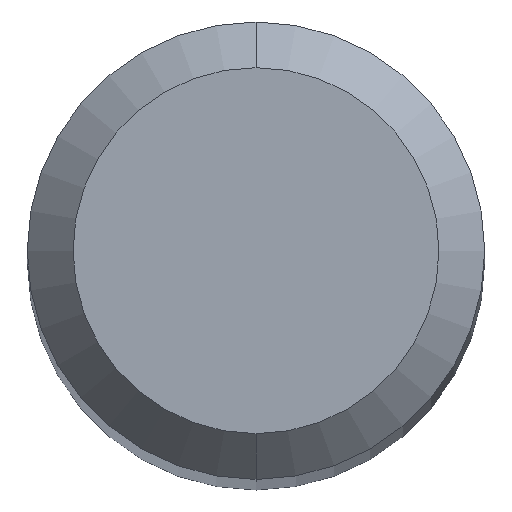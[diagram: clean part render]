
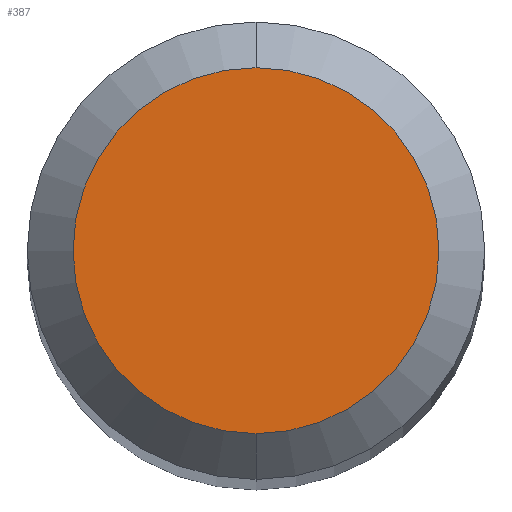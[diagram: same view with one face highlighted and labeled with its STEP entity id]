
A CAD part, top view. The second image highlights one B-rep face of the part: STEP entity #387.
In plain terms, the highlighted planar face has unit normal (0, 0, 1).
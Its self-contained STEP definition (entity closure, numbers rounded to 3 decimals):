
#225=VERTEX_POINT('',#524);
#245=EDGE_CURVE('',#421,#225,#547,.T.);
#261=EDGE_CURVE('',#225,#421,#564,.T.);
#387=ADVANCED_FACE('',(#702),#703,.T.);
#421=VERTEX_POINT('',#739);
#524=CARTESIAN_POINT('',(0.,-1.2,0.0));
#547=CIRCLE('',#929,1.2);
#564=CIRCLE('',#952,1.2);
#702=FACE_OUTER_BOUND('',#1233,.T.);
#703=PLANE('',#1234);
#739=CARTESIAN_POINT('',(0.0,1.2,0.0));
#929=AXIS2_PLACEMENT_3D('',#1496,#1497,#1498);
#952=AXIS2_PLACEMENT_3D('',#1512,#1513,#1514);
#1233=EDGE_LOOP('',(#1663,#1664));
#1234=AXIS2_PLACEMENT_3D('',#1665,#1666,#1667);
#1496=CARTESIAN_POINT('',(0.0,0.0,0.0));
#1497=DIRECTION('',(0.0,0.0,-1.0));
#1498=DIRECTION('',(0.0,1.0,0.0));
#1512=CARTESIAN_POINT('',(0.0,0.0,0.0));
#1513=DIRECTION('',(0.0,0.0,-1.0));
#1514=DIRECTION('',(0.0,1.0,0.0));
#1663=ORIENTED_EDGE('',*,*,#245,.F.);
#1664=ORIENTED_EDGE('',*,*,#261,.F.);
#1665=CARTESIAN_POINT('',(0.0,0.6,0.0));
#1666=DIRECTION('',(-0.0,0.0,1.0));
#1667=DIRECTION('',(0.0,-1.0,0.0));
